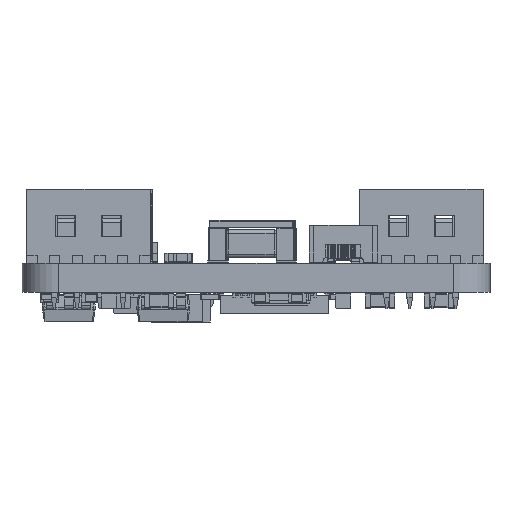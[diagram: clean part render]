
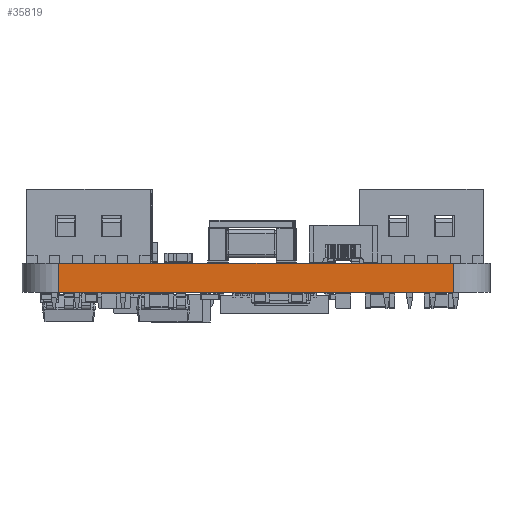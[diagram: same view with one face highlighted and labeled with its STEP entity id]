
A CAD part, front view. The second image highlights one B-rep face of the part: STEP entity #35819.
In plain terms, the highlighted planar face has unit normal (0, -1, 0).
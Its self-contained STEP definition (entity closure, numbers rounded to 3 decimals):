
#2456=PLANE('',#38999);
#5312=FACE_OUTER_BOUND('',#7317,.T.);
#7317=EDGE_LOOP('',(#32855,#32856,#32857,#32858));
#11239=LINE('',#62830,#15116);
#11241=LINE('',#62841,#15118);
#11246=LINE('',#62906,#15123);
#11247=LINE('',#62956,#15124);
#15116=VECTOR('',#48666,1.);
#15118=VECTOR('',#48680,1.);
#15123=VECTOR('',#48743,1.);
#15124=VECTOR('',#48794,1.);
#18163=VERTEX_POINT('',#62828);
#18164=VERTEX_POINT('',#62829);
#18167=VERTEX_POINT('',#62840);
#18198=VERTEX_POINT('',#62904);
#23047=EDGE_CURVE('',#18163,#18164,#11239,.T.);
#23053=EDGE_CURVE('',#18167,#18163,#11241,.T.);
#23086=EDGE_CURVE('',#18198,#18164,#11246,.T.);
#23111=EDGE_CURVE('',#18167,#18198,#11247,.T.);
#32855=ORIENTED_EDGE('',*,*,#23111,.F.);
#32856=ORIENTED_EDGE('',*,*,#23053,.T.);
#32857=ORIENTED_EDGE('',*,*,#23047,.T.);
#32858=ORIENTED_EDGE('',*,*,#23086,.F.);
#35819=ADVANCED_FACE('',(#5312),#2456,.F.);
#38999=AXIS2_PLACEMENT_3D('',#62955,#48792,#48793);
#48666=DIRECTION('',(0.,0.,1.));
#48680=DIRECTION('',(1.,0.,0.));
#48743=DIRECTION('',(1.,0.,0.));
#48792=DIRECTION('center_axis',(0.,1.,0.));
#48793=DIRECTION('ref_axis',(1.,0.,0.));
#48794=DIRECTION('',(0.,0.,1.));
#62828=CARTESIAN_POINT('',(214.,-121.,0.));
#62829=CARTESIAN_POINT('',(214.,-121.,1.6));
#62830=CARTESIAN_POINT('',(214.,-121.,0.));
#62840=CARTESIAN_POINT('',(192.5,-121.,0.));
#62841=CARTESIAN_POINT('',(192.5,-121.,0.));
#62904=CARTESIAN_POINT('',(192.5,-121.,1.6));
#62906=CARTESIAN_POINT('',(192.5,-121.,1.6));
#62955=CARTESIAN_POINT('Origin',(192.5,-121.,0.));
#62956=CARTESIAN_POINT('',(192.5,-121.,0.));
